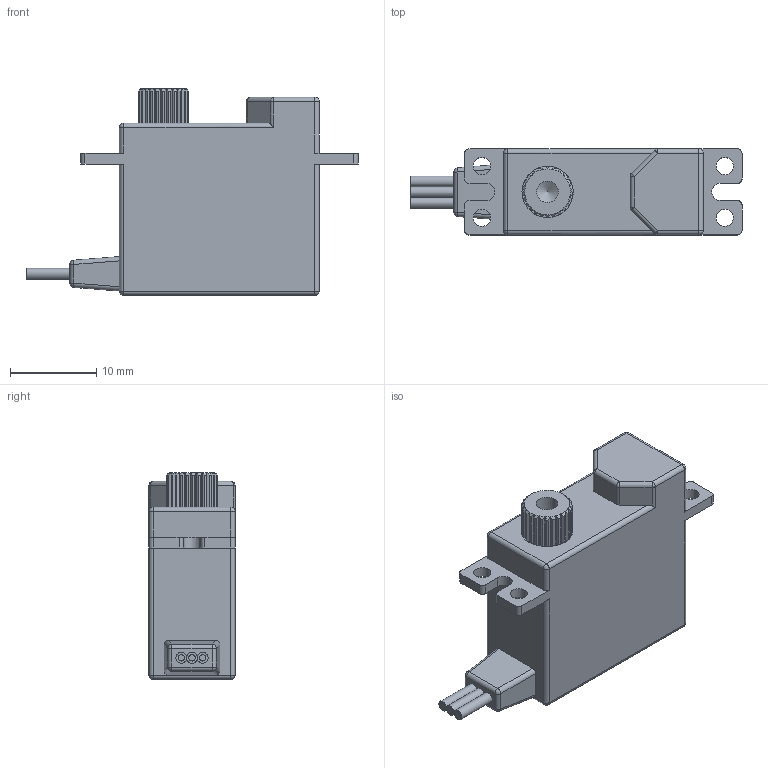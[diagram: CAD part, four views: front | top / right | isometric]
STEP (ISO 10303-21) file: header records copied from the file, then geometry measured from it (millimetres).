
FILE_DESCRIPTION(/* description */ ('STEP AP242','CAx-IF Rec.Pracs.---Representation and Presentation of Product Manufacturing Information (PMI)---4.0---2014-10-13','CAx-IF Rec.Pracs.---3D Tessellated Geometry---0.4---2014-09-14','2;1'),/* implementation_level */ '2;1');
FILE_NAME(/* name */ 'Assembly - BMS-127WV (1)',/* time_stamp */ '2025-07-23T17:14:13Z',/* author */ (''),/* organization */ (''),/* preprocessor_version */ 'ST-DEVELOPER v20',/* originating_system */ 'ONSHAPE BY PTC INC, 1.201',/* authorisation */ ' ');
FILE_SCHEMA (('AP242_MANAGED_MODEL_BASED_3D_ENGINEERING_MIM_LF { 1 0 10303 442 1 1 4 }'));
Length unit declared in the file: metre
Products named in the file (1): BMS-127WV
Bounding box: 38.55 x 10 x 24 mm (x, y, z)
Volume: 5147.7 mm3; surface area: 2332.9 mm2
Topology: 1 solids, 1 shells, 237 faces, 628 edges, 383 vertices
Faces by surface type: cylinder 110, plane 85, cone 26, sphere 16
Full cylindrical faces by diameter (mm): 0.75 x3, 2 x4, 2.5 x1, 5.95 x1
Entity records: 8021 total; most frequent: CARTESIAN_POINT 1520, ORIENTED_EDGE 1200, DIRECTION 1196, EDGE_CURVE 600, AXIS2_PLACEMENT_3D 458, VERTEX_POINT 382, LINE 280, VECTOR 280
